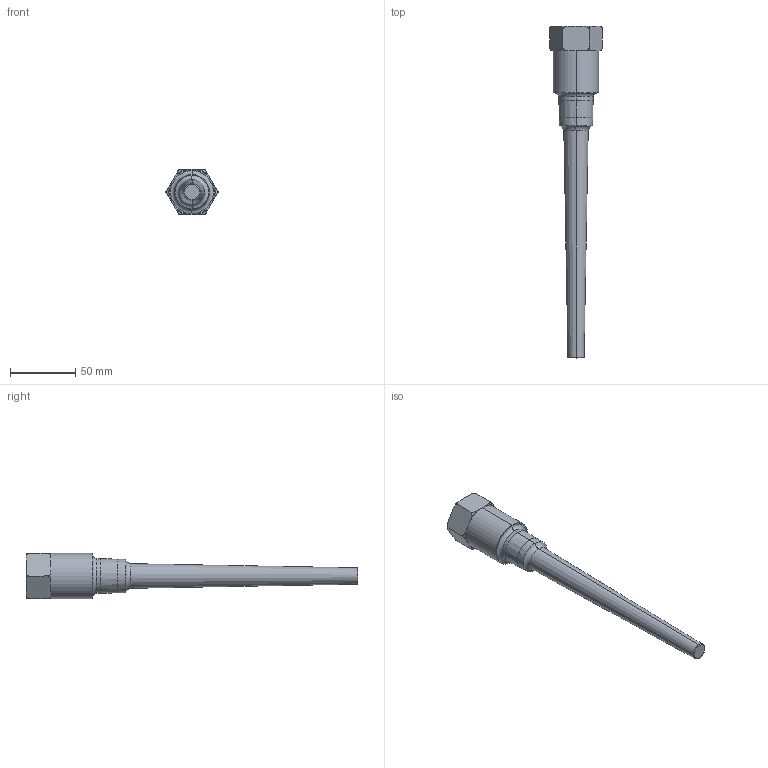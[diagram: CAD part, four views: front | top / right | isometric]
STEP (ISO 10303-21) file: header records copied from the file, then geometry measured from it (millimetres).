
FILE_DESCRIPTION((''),'2;1');
FILE_NAME('GCC-TP1-114-1002','2017-10-26T',('johnarm'),('Rosemount Measurement Division'),'CREO PARAMETRIC BY PTC INC, 2016050','CREO PARAMETRIC BY PTC INC, 2016050','');
FILE_SCHEMA(('CONFIG_CONTROL_DESIGN'));
Length unit declared in the file: millimetre
Products named in the file (1): GCC-TP1-114-1002
Bounding box: 40 x 254 x 34.64 mm (x, y, z)
Volume: 86516.9 mm3; surface area: 26478.5 mm2
Topology: 1 solids, 3 shells, 57 faces, 132 edges, 81 vertices
Faces by surface type: plane 19, torus 18, cone 14, cylinder 6
Entity records: 1851 total; most frequent: CARTESIAN_POINT 517, DIRECTION 284, ORIENTED_EDGE 254, EDGE_CURVE 130, AXIS2_PLACEMENT_3D 120, VERTEX_POINT 81, EDGE_LOOP 62, CIRCLE 62
